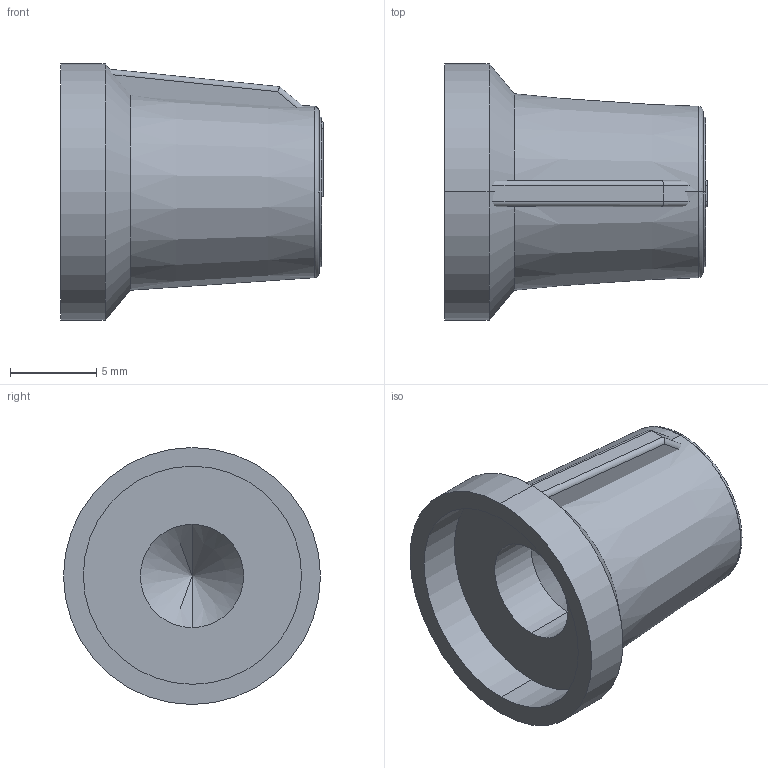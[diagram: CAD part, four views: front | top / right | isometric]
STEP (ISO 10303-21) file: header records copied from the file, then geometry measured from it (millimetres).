
FILE_DESCRIPTION (( 'STEP AP214' ), '1' );
FILE_NAME ('41432E4B-C34B-4CC2-80E8-30E576E9A7A3.STEP', '2024-03-21T13:36:03', ( '' ), ( '' ), 'SwSTEP 2.0', 'SolidWorks 2022', '' );
FILE_SCHEMA (( 'AUTOMOTIVE_DESIGN' ));
Length unit declared in the file: millimetre
Products named in the file (1): 41432E4B-C34B-4CC2-80E8-30E576E9A7A3
Bounding box: 15.25 x 14.93 x 14.93 mm (x, y, z)
Surface area: 1274 mm2 (no closed solid volume)
Topology: 0 solids, 5 shells, 35 faces, 79 edges, 48 vertices
Faces by surface type: plane 13, cylinder 12, cone 6, bspline 4
Entity records: 1503 total; most frequent: CARTESIAN_POINT 347, DIRECTION 151, ORIENTED_EDGE 142, EDGE_CURVE 75, AXIS2_PLACEMENT_3D 56, VERTEX_POINT 48, LINE 39, UNCERTAINTY_MEASURE_WITH_UNIT 39
